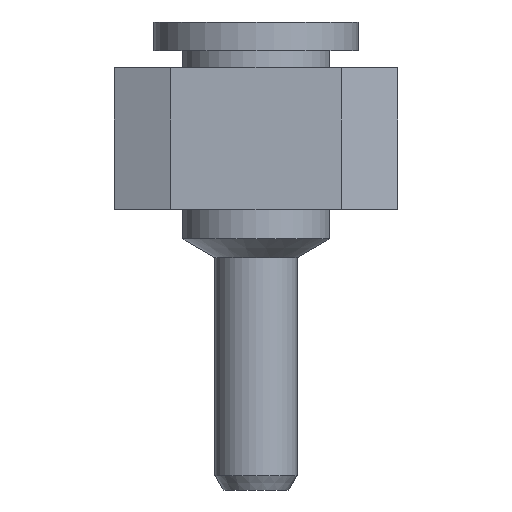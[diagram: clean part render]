
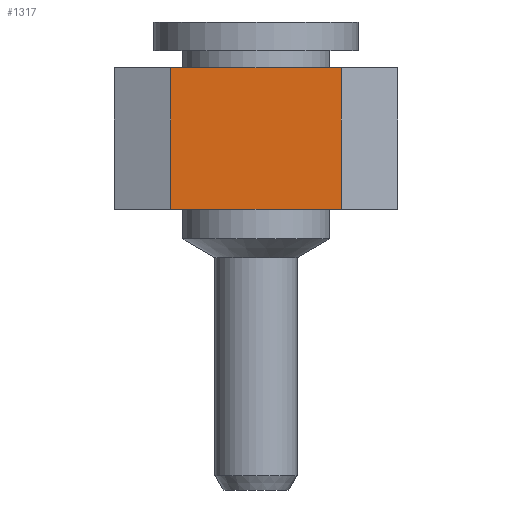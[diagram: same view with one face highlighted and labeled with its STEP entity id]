
A CAD part, front view. The second image highlights one B-rep face of the part: STEP entity #1317.
In plain terms, the highlighted face is planar.
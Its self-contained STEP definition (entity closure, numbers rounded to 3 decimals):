
#1317 = ADVANCED_FACE('',(#1318),#1352,.F.);
#1318 = FACE_BOUND('',#1319,.T.);
#1319 = EDGE_LOOP('',(#1320,#1330,#1338,#1346));
#1320 = ORIENTED_EDGE('',*,*,#1321,.F.);
#1321 = EDGE_CURVE('',#1322,#1324,#1326,.T.);
#1322 = VERTEX_POINT('',#1323);
#1323 = CARTESIAN_POINT('',(22.86,1.27,-0.762));
#1324 = VERTEX_POINT('',#1325);
#1325 = CARTESIAN_POINT('',(22.86,0.,-0.762));
#1326 = LINE('',#1327,#1328);
#1327 = CARTESIAN_POINT('',(22.86,2.54,-0.762));
#1328 = VECTOR('',#1329,1.);
#1329 = DIRECTION('',(0.,-1.,0.));
#1330 = ORIENTED_EDGE('',*,*,#1331,.F.);
#1331 = EDGE_CURVE('',#1332,#1322,#1334,.T.);
#1332 = VERTEX_POINT('',#1333);
#1333 = CARTESIAN_POINT('',(22.86,1.27,0.762));
#1334 = LINE('',#1335,#1336);
#1335 = CARTESIAN_POINT('',(22.86,1.27,1.27));
#1336 = VECTOR('',#1337,1.);
#1337 = DIRECTION('',(0.,0.,-1.));
#1338 = ORIENTED_EDGE('',*,*,#1339,.T.);
#1339 = EDGE_CURVE('',#1332,#1340,#1342,.T.);
#1340 = VERTEX_POINT('',#1341);
#1341 = CARTESIAN_POINT('',(22.86,0.,0.762));
#1342 = LINE('',#1343,#1344);
#1343 = CARTESIAN_POINT('',(22.86,2.54,0.762));
#1344 = VECTOR('',#1345,1.);
#1345 = DIRECTION('',(0.,-1.,0.));
#1346 = ORIENTED_EDGE('',*,*,#1347,.T.);
#1347 = EDGE_CURVE('',#1340,#1324,#1348,.T.);
#1348 = LINE('',#1349,#1350);
#1349 = CARTESIAN_POINT('',(22.86,0.,1.27));
#1350 = VECTOR('',#1351,1.);
#1351 = DIRECTION('',(0.,0.,-1.));
#1352 = PLANE('',#1353);
#1353 = AXIS2_PLACEMENT_3D('',#1354,#1355,#1356);
#1354 = CARTESIAN_POINT('',(22.86,1.27,1.27));
#1355 = DIRECTION('',(-1.,0.,0.));
#1356 = DIRECTION('',(0.,0.,1.));
